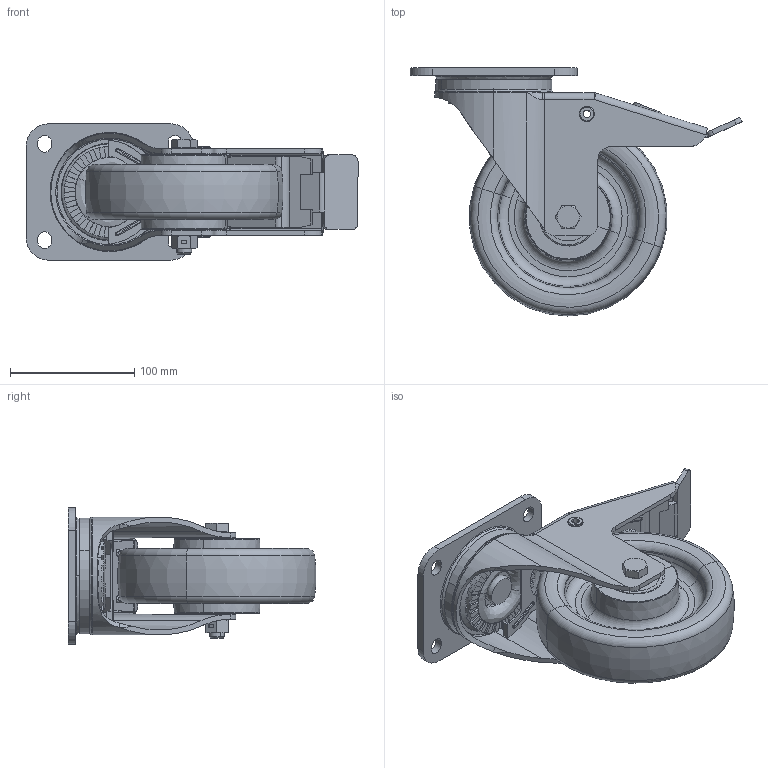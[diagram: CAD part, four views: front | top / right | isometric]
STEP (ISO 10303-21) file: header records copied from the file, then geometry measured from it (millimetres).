
FILE_DESCRIPTION (( 'STEP AP214' ), '1' );
FILE_NAME ('0021196_L-IM-EPUK-160-K-3-DSN.step', '2018-10-09T10:30:25', ( '' ), ( '' ), 'SwSTEP 2.0', 'SolidWorks 2018', '' );
FILE_SCHEMA (( 'AUTOMOTIVE_DESIGN' ));
Length unit declared in the file: millimetre
Products named in the file (11): 0014305_EPUK-160-45-60-K20; 0017549_Rillenkugellager_DIN625-6204-ZZ_PreviewCfg; 0029214_BILOC_DIN934_M12_M12; 0021196_L-IM-EPUK-160-K-3-DSN; 0019609_Sechskantschraube_DIN931_M12x85_M12 x 85; 0040020 - T-BUCHSE20_12-STAHL_K; 0015314_EPUK-160-45-60-KS; body heavy duty160; 0019517BL_IM-L-150-3-DSN; 0031904_Distanzrohr_24x1,75x32; tire heavy duty160_1_None
Assembly tree (12 placements, depth 4):
  0021196_L-IM-EPUK-160-K-3-DSN
    0019517BL_IM-L-150-3-DSN
    0014305_EPUK-160-45-60-K20
      0015314_EPUK-160-45-60-KS
        tire heavy duty160_1_None
        body heavy duty160
      0017549_Rillenkugellager_DIN625-6204-ZZ_PreviewCfg  x2
      0031904_Distanzrohr_24x1,75x32
    0040020 - T-BUCHSE20_12-STAHL_K  x2
    0019609_Sechskantschraube_DIN931_M12x85_M12 x 85
    0029214_BILOC_DIN934_M12_M12
Bounding box: 267.63 x 199.86 x 110 mm (x, y, z)
Volume: 1033188.1 mm3; surface area: 360056.2 mm2
Topology: 30 solids, 30 shells, 1605 faces, 4043 edges, 2549 vertices
Faces by surface type: plane 829, cylinder 391, bspline 205, torus 100, cone 80
Entity records: 59782 total; most frequent: CARTESIAN_POINT 22522, ORIENTED_EDGE 7826, DIRECTION 7463, EDGE_CURVE 3913, AXIS2_PLACEMENT_3D 2675, VERTEX_POINT 2475, LINE 2113, VECTOR 2113
